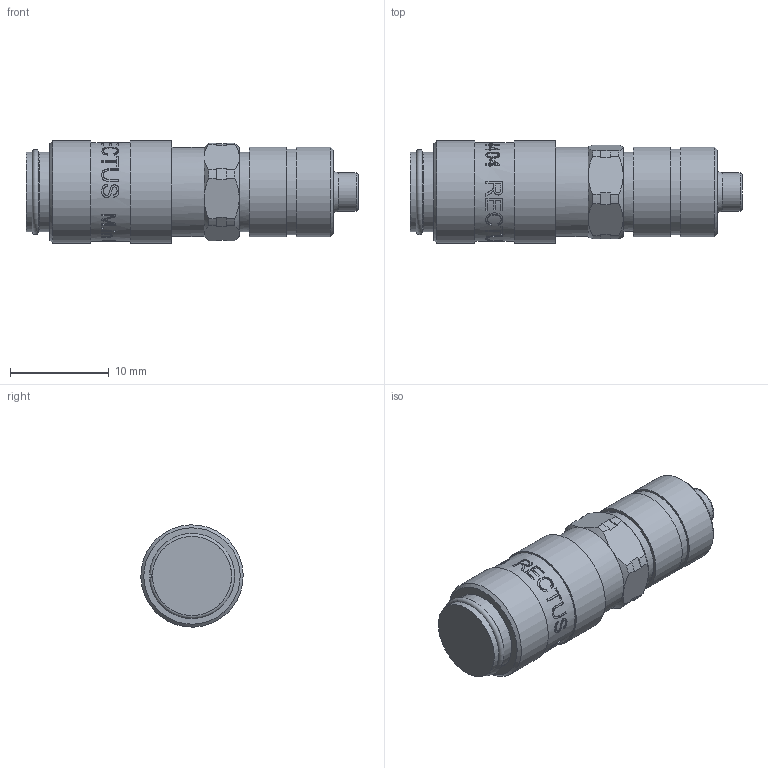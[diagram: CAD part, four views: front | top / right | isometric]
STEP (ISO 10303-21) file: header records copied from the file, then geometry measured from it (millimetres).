
FILE_DESCRIPTION((''),'2;1');
FILE_NAME('20kbko06evx.stp','2014-11-24T07:24:57',('IA176480'),(''),'Autodesk Inventor 2013','Autodesk Inventor 2013','');
FILE_SCHEMA(('AUTOMOTIVE_DESIGN { 1 0 10303 214 1 1 1 1 }'));
Length unit declared in the file: millimetre
Products named in the file (1): D111708
Bounding box: 33.55 x 10.35 x 10.35 mm (x, y, z)
Volume: 288.9 mm3; surface area: 2276.1 mm2
Topology: 3 solids, 4 shells, 446 faces, 1146 edges, 752 vertices
Faces by surface type: plane 190, bspline 144, cylinder 73, cone 31, torus 8
Full cylindrical faces by diameter (mm): 3.85 x1, 4.5 x1, 6.25 x1, 6.8 x1, 7.3 x1, 7.4 x1, 7.46 x1, 7.8 x1, 8 x7, 8.1 x1, 8.15 x2, 8.7 x1, 9 x1, 9.1 x2, 9.15 x1, 9.2 x1, 10 x1, 10.35 x2
Entity records: 48681 total; most frequent: CARTESIAN_POINT 38813, ORIENTED_EDGE 2160, DIRECTION 1410, EDGE_CURVE 1080, VERTEX_POINT 739, EDGE_LOOP 551, AXIS2_PLACEMENT_3D 486, FACE_OUTER_BOUND 446
